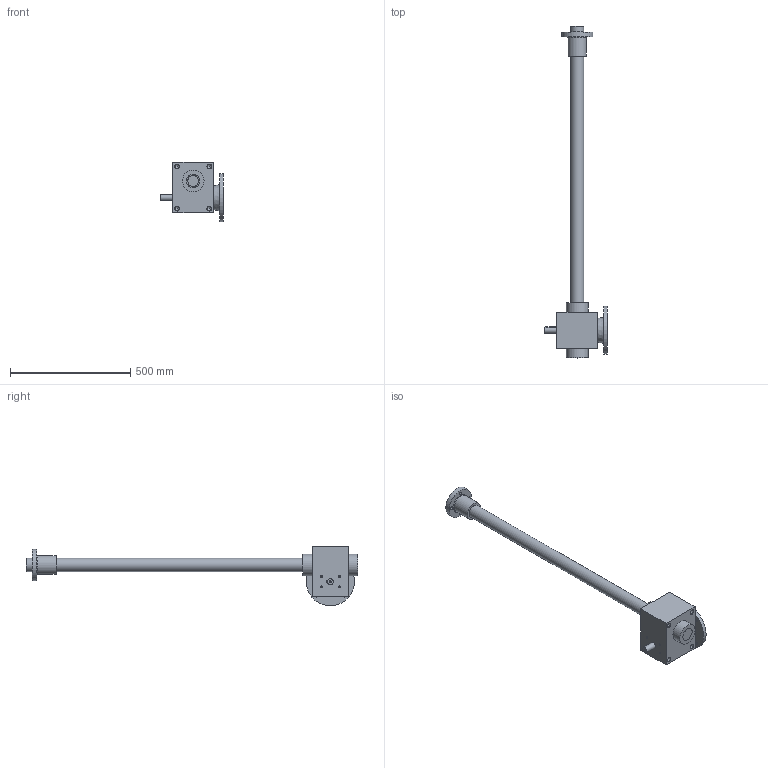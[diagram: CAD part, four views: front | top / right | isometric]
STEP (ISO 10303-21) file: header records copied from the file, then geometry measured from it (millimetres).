
FILE_DESCRIPTION( ( 'STEP AP214' ), ' ' );
FILE_NAME( 'TPR559_MBD_80_B5_R.1_5_C.1000_-_-_-_-_-_-.stp', '2017-08-20T12:18:06', ( '' ), ( '' ), ' ', 'PARTsolutions', ' ' );
FILE_SCHEMA( ( 'AUTOMOTIVE_DESIGN { 1 0 10303 214 1 1 1 1 }' ) );
Length unit declared in the file: millimetre
Products named in the file (6): TPR559_MBD_80/B5_R.1/5_C.1000_-_-_-_-_-_-; _TPR559_4_1_1_1_tpr_1; _TPR559-2; _TPR559_1000_11-_tpr_3; _TPR559_1000_1_tpr_4; _559_5-fl
Assembly tree (5 placements, depth 2):
  TPR559_MBD_80/B5_R.1/5_C.1000_-_-_-_-_-_-
    _TPR559_4_1_1_1_tpr_1
    _TPR559-2
    _TPR559_1000_11-_tpr_3
    _TPR559_1000_1_tpr_4
    _559_5-fl
Bounding box: 260 x 1380 x 248 mm (x, y, z)
Volume: 9789578.2 mm3; surface area: 667058.9 mm2
Topology: 5 solids, 5 shells, 195 faces, 477 edges, 308 vertices
Faces by surface type: plane 92, cylinder 63, cone 39, torus 1
Full cylindrical faces by diameter (mm): 6.647 x5, 8.376 x4, 13 x4, 17.294 x8, 25 x2, 40 x1, 46 x2, 55 x1, 76 x1, 90 x2, 130 x2, 200 x1
Entity records: 6980 total; most frequent: CARTESIAN_POINT 948, DIRECTION 934, ORIENTED_EDGE 764, EDGE_CURVE 382, AXIS2_PLACEMENT_3D 353, EDGE_LOOP 306, VERTEX_POINT 299, FACE_OUTER_BOUND 229
